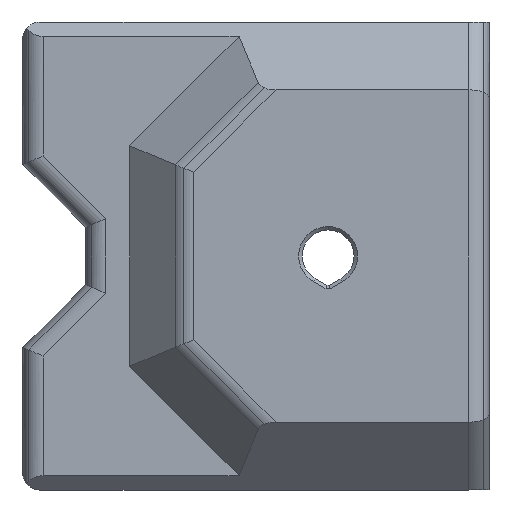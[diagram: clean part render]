
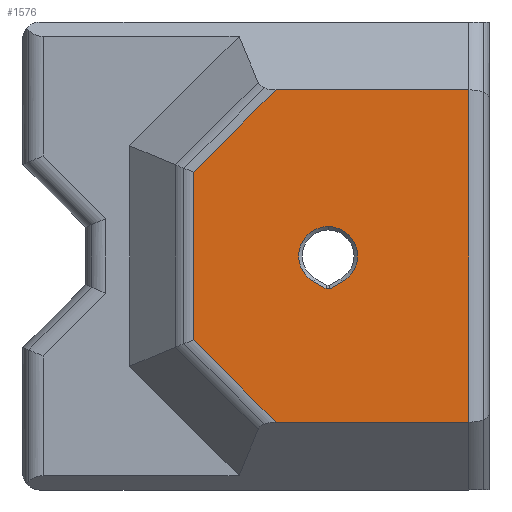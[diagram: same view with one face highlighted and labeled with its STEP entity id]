
A CAD part, left-side view. The second image highlights one B-rep face of the part: STEP entity #1576.
In plain terms, the highlighted planar face has unit normal (-1, 0, 0).
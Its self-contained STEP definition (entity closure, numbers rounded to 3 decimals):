
#22 = VECTOR ( 'NONE', #1032, 1000. ) ;
#150 = VERTEX_POINT ( 'NONE', #3788 ) ;
#162 = VERTEX_POINT ( 'NONE', #3407 ) ;
#177 = EDGE_CURVE ( 'NONE', #615, #4028, #4468, .T. ) ;
#219 = LINE ( 'NONE', #3298, #22 ) ;
#361 = DIRECTION ( 'NONE',  ( 0., 0.707, 0.707 ) ) ;
#389 = ORIENTED_EDGE ( 'NONE', *, *, #901, .F. ) ;
#433 = VECTOR ( 'NONE', #4988, 1000. ) ;
#481 = EDGE_CURVE ( 'NONE', #3139, #3521, #4882, .T. ) ;
#485 = ORIENTED_EDGE ( 'NONE', *, *, #4899, .F. ) ;
#548 = ORIENTED_EDGE ( 'NONE', *, *, #1510, .T. ) ;
#615 = VERTEX_POINT ( 'NONE', #3050 ) ;
#640 = CARTESIAN_POINT ( 'NONE',  ( 7., -27.325, 37.97 ) ) ;
#666 = CARTESIAN_POINT ( 'NONE',  ( 7., -14.867, 36.878 ) ) ;
#696 = CARTESIAN_POINT ( 'NONE',  ( 7., -19.025, 28.17 ) ) ;
#757 = VECTOR ( 'NONE', #3877, 1000. ) ;
#848 = DIRECTION ( 'NONE',  ( -1., 0., 0. ) ) ;
#901 = EDGE_CURVE ( 'NONE', #3425, #5002, #219, .T. ) ;
#1032 = DIRECTION ( 'NONE',  ( 0., -0.866, -0.5 ) ) ;
#1142 = CARTESIAN_POINT ( 'NONE',  ( 7., -11.096, 23.232 ) ) ;
#1157 = CARTESIAN_POINT ( 'NONE',  ( 7., -20.982, 27.296 ) ) ;
#1300 = VECTOR ( 'NONE', #4679, 1000. ) ;
#1305 = EDGE_CURVE ( 'NONE', #1796, #162, #3284, .T. ) ;
#1327 = VECTOR ( 'NONE', #361, 1000. ) ;
#1416 = LINE ( 'NONE', #1157, #757 ) ;
#1426 = CARTESIAN_POINT ( 'NONE',  ( 7., -15.958, 37.97 ) ) ;
#1442 = DIRECTION ( 'NONE',  ( 0., 0., -1. ) ) ;
#1495 = CARTESIAN_POINT ( 'NONE',  ( 7., -19.025, 28.17 ) ) ;
#1510 = EDGE_CURVE ( 'NONE', #3139, #2071, #1588, .T. ) ;
#1534 = CARTESIAN_POINT ( 'NONE',  ( 7., -18.907, 26.235 ) ) ;
#1568 = AXIS2_PLACEMENT_3D ( 'NONE', #696, #1813, #4105 ) ;
#1576 = ADVANCED_FACE ( 'NONE', ( #3141, #2461 ), #2084, .T. ) ;
#1577 = EDGE_LOOP ( 'NONE', ( #4639, #548, #3848, #3825, #4348, #485 ) ) ;
#1588 = LINE ( 'NONE', #2736, #2844 ) ;
#1643 = ORIENTED_EDGE ( 'NONE', *, *, #3146, .F. ) ;
#1678 = VERTEX_POINT ( 'NONE', #1765 ) ;
#1765 = CARTESIAN_POINT ( 'NONE',  ( 7., -15.958, 18.37 ) ) ;
#1773 = EDGE_LOOP ( 'NONE', ( #4813, #389, #1643, #4831, #4758 ) ) ;
#1796 = VERTEX_POINT ( 'NONE', #1142 ) ;
#1813 = DIRECTION ( 'NONE',  ( -1., 0., 0. ) ) ;
#1888 = CIRCLE ( 'NONE', #1568, 1.735 ) ;
#2030 = CARTESIAN_POINT ( 'NONE',  ( 7., -19.025, 29.905 ) ) ;
#2071 = VERTEX_POINT ( 'NONE', #1426 ) ;
#2084 = PLANE ( 'NONE',  #3170 ) ;
#2275 = LINE ( 'NONE', #3436, #433 ) ;
#2301 = DIRECTION ( 'NONE',  ( 0., -0.707, 0.707 ) ) ;
#2374 = VECTOR ( 'NONE', #2301, 1000. ) ;
#2381 = DIRECTION ( 'NONE',  ( 0., 0., 1. ) ) ;
#2461 = FACE_OUTER_BOUND ( 'NONE', #1577, .T. ) ;
#2474 = CARTESIAN_POINT ( 'NONE',  ( 7., -11.096, 26.52 ) ) ;
#2736 = CARTESIAN_POINT ( 'NONE',  ( 7., -28.525, 37.97 ) ) ;
#2755 = AXIS2_PLACEMENT_3D ( 'NONE', #1495, #4152, #3713 ) ;
#2784 = DIRECTION ( 'NONE',  ( 0., 1., 0. ) ) ;
#2844 = VECTOR ( 'NONE', #2784, 1000. ) ;
#2968 = LINE ( 'NONE', #666, #2374 ) ;
#2977 = CARTESIAN_POINT ( 'NONE',  ( 7., -18.157, 26.667 ) ) ;
#3050 = CARTESIAN_POINT ( 'NONE',  ( 7., -19.893, 26.667 ) ) ;
#3127 = LINE ( 'NONE', #4250, #1300 ) ;
#3139 = VERTEX_POINT ( 'NONE', #640 ) ;
#3141 = FACE_BOUND ( 'NONE', #1773, .T. ) ;
#3146 = EDGE_CURVE ( 'NONE', #4028, #3425, #1888, .T. ) ;
#3170 = AXIS2_PLACEMENT_3D ( 'NONE', #4695, #848, #2381 ) ;
#3176 = EDGE_CURVE ( 'NONE', #1678, #1796, #3822, .T. ) ;
#3251 = VECTOR ( 'NONE', #4018, 1000. ) ;
#3255 = EDGE_CURVE ( 'NONE', #5002, #150, #2275, .T. ) ;
#3284 = LINE ( 'NONE', #2474, #3251 ) ;
#3298 = CARTESIAN_POINT ( 'NONE',  ( 7., -23.842, 23.386 ) ) ;
#3407 = CARTESIAN_POINT ( 'NONE',  ( 7., -11.096, 33.108 ) ) ;
#3425 = VERTEX_POINT ( 'NONE', #2977 ) ;
#3436 = CARTESIAN_POINT ( 'NONE',  ( 7., -23.743, 26.235 ) ) ;
#3510 = EDGE_CURVE ( 'NONE', #150, #615, #1416, .T. ) ;
#3521 = VERTEX_POINT ( 'NONE', #3784 ) ;
#3713 = DIRECTION ( 'NONE',  ( 0., 1., 0. ) ) ;
#3784 = CARTESIAN_POINT ( 'NONE',  ( 7., -27.325, 18.37 ) ) ;
#3788 = CARTESIAN_POINT ( 'NONE',  ( 7., -19.143, 26.235 ) ) ;
#3822 = LINE ( 'NONE', #4520, #1327 ) ;
#3825 = ORIENTED_EDGE ( 'NONE', *, *, #1305, .F. ) ;
#3848 = ORIENTED_EDGE ( 'NONE', *, *, #4339, .F. ) ;
#3877 = DIRECTION ( 'NONE',  ( 0., -0.866, 0.5 ) ) ;
#4018 = DIRECTION ( 'NONE',  ( 0., 0., 1. ) ) ;
#4028 = VERTEX_POINT ( 'NONE', #2030 ) ;
#4105 = DIRECTION ( 'NONE',  ( 0., 1., 0. ) ) ;
#4152 = DIRECTION ( 'NONE',  ( -1., 0., 0. ) ) ;
#4250 = CARTESIAN_POINT ( 'NONE',  ( 7., -28.525, 18.37 ) ) ;
#4302 = VECTOR ( 'NONE', #1442, 1000. ) ;
#4339 = EDGE_CURVE ( 'NONE', #162, #2071, #2968, .T. ) ;
#4348 = ORIENTED_EDGE ( 'NONE', *, *, #3176, .F. ) ;
#4468 = CIRCLE ( 'NONE', #2755, 1.735 ) ;
#4508 = CARTESIAN_POINT ( 'NONE',  ( 7., -27.325, 23.27 ) ) ;
#4520 = CARTESIAN_POINT ( 'NONE',  ( 7., -16.117, 18.212 ) ) ;
#4639 = ORIENTED_EDGE ( 'NONE', *, *, #481, .F. ) ;
#4679 = DIRECTION ( 'NONE',  ( 0., 1., 0. ) ) ;
#4695 = CARTESIAN_POINT ( 'NONE',  ( 7., -28.525, 18.37 ) ) ;
#4758 = ORIENTED_EDGE ( 'NONE', *, *, #3510, .F. ) ;
#4813 = ORIENTED_EDGE ( 'NONE', *, *, #3255, .F. ) ;
#4831 = ORIENTED_EDGE ( 'NONE', *, *, #177, .F. ) ;
#4882 = LINE ( 'NONE', #4508, #4302 ) ;
#4899 = EDGE_CURVE ( 'NONE', #3521, #1678, #3127, .T. ) ;
#4988 = DIRECTION ( 'NONE',  ( 0., -1., 0. ) ) ;
#5002 = VERTEX_POINT ( 'NONE', #1534 ) ;
